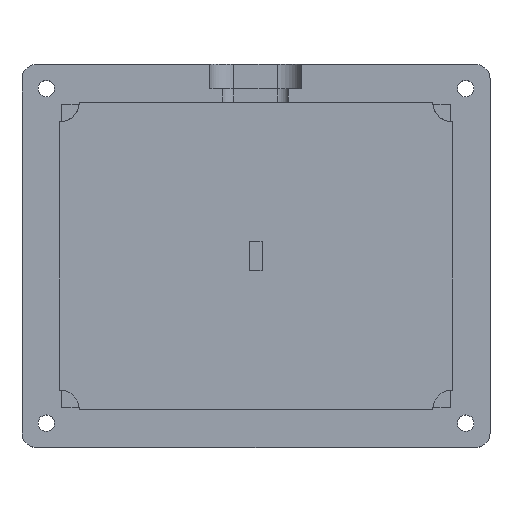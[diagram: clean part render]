
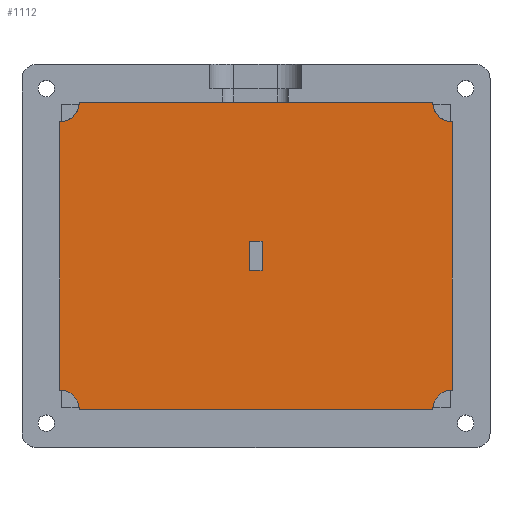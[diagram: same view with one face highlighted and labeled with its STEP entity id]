
A CAD part, top view. The second image highlights one B-rep face of the part: STEP entity #1112.
In plain terms, the highlighted planar face has unit normal (0, 0, 1).
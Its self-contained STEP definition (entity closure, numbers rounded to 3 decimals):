
#23=FACE_BOUND('',#397,.T.);
#48=PLANE('',#1237);
#95=LINE('',#1770,#195);
#131=LINE('',#1877,#231);
#134=LINE('',#1882,#234);
#145=LINE('',#1910,#245);
#146=LINE('',#1912,#246);
#147=LINE('',#1913,#247);
#148=LINE('',#1915,#248);
#149=LINE('',#1916,#249);
#195=VECTOR('',#1398,10.);
#231=VECTOR('',#1492,10.);
#234=VECTOR('',#1497,10.);
#245=VECTOR('',#1526,10.);
#246=VECTOR('',#1529,10.);
#247=VECTOR('',#1530,10.);
#248=VECTOR('',#1531,10.);
#249=VECTOR('',#1532,10.);
#325=FACE_OUTER_BOUND('',#396,.T.);
#396=EDGE_LOOP('',(#970,#971,#972,#973,#974,#975,#976,#977));
#397=EDGE_LOOP('',(#978,#979,#980,#981));
#461=CIRCLE('',#1209,4.);
#464=CIRCLE('',#1214,4.);
#467=CIRCLE('',#1219,4.);
#470=CIRCLE('',#1224,4.);
#528=VERTEX_POINT('',#1767);
#529=VERTEX_POINT('',#1769);
#549=VERTEX_POINT('',#1816);
#550=VERTEX_POINT('',#1818);
#556=VERTEX_POINT('',#1834);
#561=VERTEX_POINT('',#1849);
#562=VERTEX_POINT('',#1851);
#567=VERTEX_POINT('',#1866);
#570=VERTEX_POINT('',#1874);
#571=VERTEX_POINT('',#1876);
#572=VERTEX_POINT('',#1880);
#581=VERTEX_POINT('',#1914);
#652=EDGE_CURVE('',#528,#529,#95,.T.);
#674=EDGE_CURVE('',#550,#549,#461,.F.);
#683=EDGE_CURVE('',#528,#556,#464,.F.);
#691=EDGE_CURVE('',#562,#561,#467,.F.);
#699=EDGE_CURVE('',#567,#529,#470,.F.);
#704=EDGE_CURVE('',#571,#570,#131,.F.);
#707=EDGE_CURVE('',#570,#572,#134,.F.);
#724=EDGE_CURVE('',#550,#561,#145,.T.);
#725=EDGE_CURVE('',#567,#549,#146,.T.);
#726=EDGE_CURVE('',#562,#556,#147,.T.);
#727=EDGE_CURVE('',#572,#581,#148,.F.);
#728=EDGE_CURVE('',#581,#571,#149,.F.);
#970=ORIENTED_EDGE('',*,*,#674,.T.);
#971=ORIENTED_EDGE('',*,*,#725,.F.);
#972=ORIENTED_EDGE('',*,*,#699,.T.);
#973=ORIENTED_EDGE('',*,*,#652,.F.);
#974=ORIENTED_EDGE('',*,*,#683,.T.);
#975=ORIENTED_EDGE('',*,*,#726,.F.);
#976=ORIENTED_EDGE('',*,*,#691,.T.);
#977=ORIENTED_EDGE('',*,*,#724,.F.);
#978=ORIENTED_EDGE('',*,*,#727,.T.);
#979=ORIENTED_EDGE('',*,*,#728,.T.);
#980=ORIENTED_EDGE('',*,*,#704,.T.);
#981=ORIENTED_EDGE('',*,*,#707,.T.);
#1112=ADVANCED_FACE('',(#325,#23),#48,.T.);
#1209=AXIS2_PLACEMENT_3D('',#1819,#1437,#1438);
#1214=AXIS2_PLACEMENT_3D('',#1836,#1453,#1454);
#1219=AXIS2_PLACEMENT_3D('',#1852,#1468,#1469);
#1224=AXIS2_PLACEMENT_3D('',#1867,#1483,#1484);
#1237=AXIS2_PLACEMENT_3D('',#1911,#1527,#1528);
#1398=DIRECTION('',(1.,0.,0.));
#1437=DIRECTION('center_axis',(0.,0.,1.));
#1438=DIRECTION('ref_axis',(-1.,0.,0.));
#1453=DIRECTION('center_axis',(0.,0.,1.));
#1454=DIRECTION('ref_axis',(-1.,0.,0.));
#1468=DIRECTION('center_axis',(0.,0.,1.));
#1469=DIRECTION('ref_axis',(-1.,0.,0.));
#1483=DIRECTION('center_axis',(0.,0.,1.));
#1484=DIRECTION('ref_axis',(-1.,0.,0.));
#1492=DIRECTION('',(0.,1.,0.));
#1497=DIRECTION('',(1.,0.,0.));
#1526=DIRECTION('',(-1.,0.,0.));
#1527=DIRECTION('center_axis',(0.,0.,1.));
#1528=DIRECTION('ref_axis',(1.,0.,0.));
#1529=DIRECTION('',(0.,-1.,0.));
#1530=DIRECTION('',(0.,1.,0.));
#1531=DIRECTION('',(0.,-1.,0.));
#1532=DIRECTION('',(-1.,0.,0.));
#1767=CARTESIAN_POINT('',(-33.813,10.265,3.));
#1769=CARTESIAN_POINT('',(39.037,10.265,3.));
#1770=CARTESIAN_POINT('',(-17.5,10.265,3.));
#1816=CARTESIAN_POINT('',(43.037,-49.085,3.));
#1818=CARTESIAN_POINT('',(39.037,-53.085,3.));
#1819=CARTESIAN_POINT('Origin',(43.037,-53.085,3.));
#1834=CARTESIAN_POINT('',(-37.813,6.265,3.));
#1836=CARTESIAN_POINT('Origin',(-37.813,10.265,3.));
#1849=CARTESIAN_POINT('',(-33.813,-53.085,3.));
#1851=CARTESIAN_POINT('',(-37.813,-49.085,3.));
#1852=CARTESIAN_POINT('Origin',(-37.813,-53.085,3.));
#1866=CARTESIAN_POINT('',(43.037,6.265,3.));
#1867=CARTESIAN_POINT('Origin',(43.037,10.265,3.));
#1874=CARTESIAN_POINT('',(3.852,-24.41,3.));
#1876=CARTESIAN_POINT('',(3.852,-18.41,3.));
#1877=CARTESIAN_POINT('',(3.852,-22.91,3.));
#1880=CARTESIAN_POINT('',(1.352,-24.41,3.));
#1882=CARTESIAN_POINT('',(1.982,-24.41,3.));
#1910=CARTESIAN_POINT('',(22.725,-53.085,3.));
#1911=CARTESIAN_POINT('Origin',(2.612,-21.41,3.));
#1912=CARTESIAN_POINT('',(43.037,-5.672,3.));
#1913=CARTESIAN_POINT('',(-37.813,-37.147,3.));
#1914=CARTESIAN_POINT('',(1.352,-18.41,3.));
#1915=CARTESIAN_POINT('',(1.352,-19.91,3.));
#1916=CARTESIAN_POINT('',(3.232,-18.41,3.));
